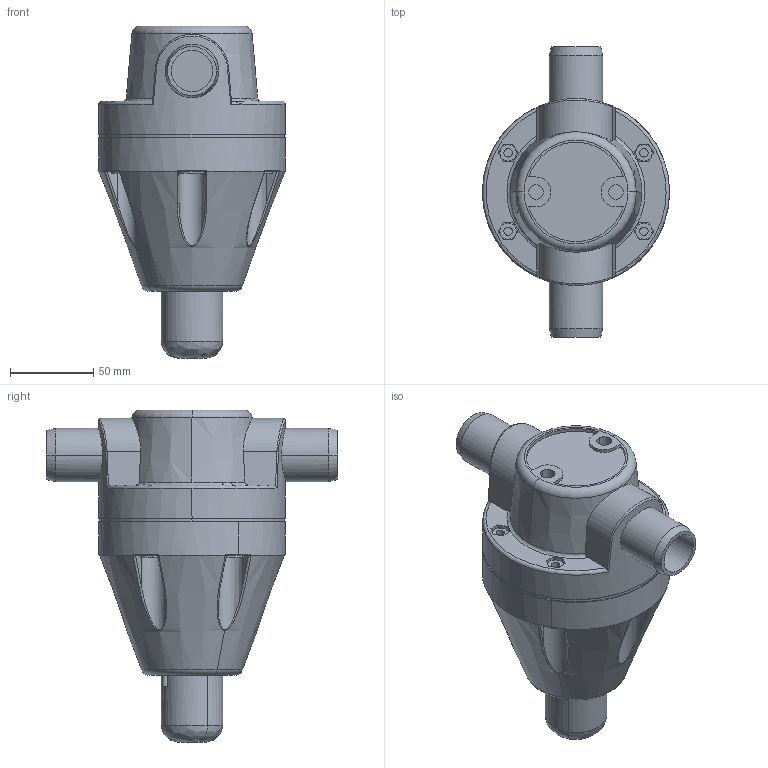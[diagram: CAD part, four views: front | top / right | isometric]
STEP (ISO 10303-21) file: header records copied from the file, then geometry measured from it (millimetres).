
FILE_DESCRIPTION((''),'2;1');
FILE_NAME('KU_PVC_25_17000137_ASM','2019-05-23T',('Kattner'),(''),'PRO/ENGINEER BY PARAMETRIC TECHNOLOGY CORPORATION, 2016360','PRO/ENGINEER BY PARAMETRIC TECHNOLOGY CORPORATION, 2016360','');
FILE_SCHEMA(('AUTOMOTIVE_DESIGN { 1 0 10303 214 1 1 1 1 }'));
Length unit declared in the file: millimetre
Products named in the file (1): KU_PVC_25_17000137_ASM
Bounding box: 112 x 174 x 199 mm (x, y, z)
Volume: 1131086 mm3; surface area: 80269.8 mm2
Topology: 1 solids, 1 shells, 228 faces, 568 edges, 370 vertices
Faces by surface type: plane 108, cylinder 66, cone 24, torus 18, bspline 12
Entity records: 11091 total; most frequent: CARTESIAN_POINT 4174, ORIENTED_EDGE 1136, DIRECTION 1022, EDGE_CURVE 568, AXIS2_PLACEMENT_3D 399, VERTEX_POINT 370, EDGE_LOOP 256, FACE_OUTER_BOUND 228
